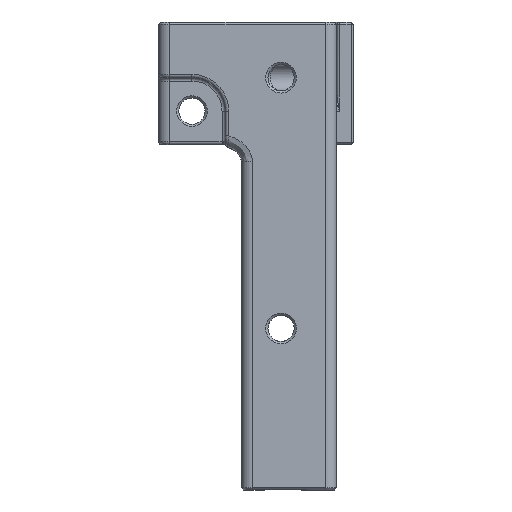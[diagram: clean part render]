
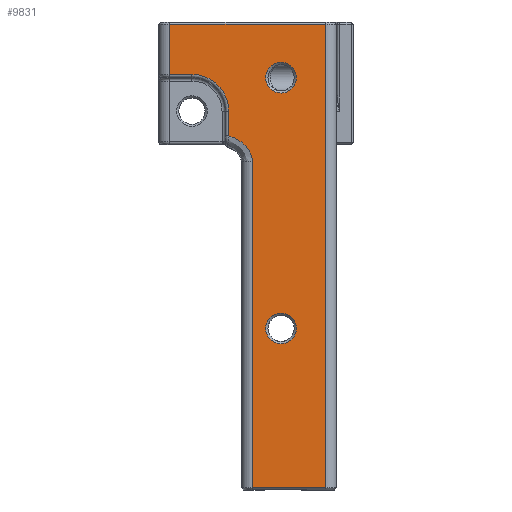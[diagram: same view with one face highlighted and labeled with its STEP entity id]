
A CAD part, front view. The second image highlights one B-rep face of the part: STEP entity #9831.
In plain terms, the highlighted face is planar.
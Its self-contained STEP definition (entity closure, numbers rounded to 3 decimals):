
#235=FACE_BOUND('',#1165,.T.);
#236=FACE_BOUND('',#1166,.T.);
#277=ELLIPSE('',#10532,7.071,5.);
#317=PLANE('',#10530);
#547=FACE_OUTER_BOUND('',#1164,.T.);
#1164=EDGE_LOOP('',(#6462,#6463,#6464,#6465,#6466,#6467,#6468,#6469,#6470));
#1165=EDGE_LOOP('',(#6471));
#1166=EDGE_LOOP('',(#6472));
#1827=CIRCLE('',#10531,6.6);
#1828=CIRCLE('',#10533,2.75);
#1829=CIRCLE('',#10534,2.75);
#2471=LINE('',#15378,#3286);
#2472=LINE('',#15380,#3287);
#2473=LINE('',#15382,#3288);
#2474=LINE('',#15384,#3289);
#2475=LINE('',#15386,#3290);
#2476=LINE('',#15388,#3291);
#2477=LINE('',#15392,#3292);
#3286=VECTOR('',#11766,58.6);
#3287=VECTOR('',#11767,13.172);
#3288=VECTOR('',#11768,83.2);
#3289=VECTOR('',#11769,28.);
#3290=VECTOR('',#11770,9.);
#3291=VECTOR('',#11771,4.);
#3292=VECTOR('',#11774,4.422);
#4117=VERTEX_POINT('',#15376);
#4118=VERTEX_POINT('',#15377);
#4119=VERTEX_POINT('',#15379);
#4120=VERTEX_POINT('',#15381);
#4121=VERTEX_POINT('',#15383);
#4122=VERTEX_POINT('',#15385);
#4123=VERTEX_POINT('',#15387);
#4124=VERTEX_POINT('',#15389);
#4125=VERTEX_POINT('',#15391);
#4126=VERTEX_POINT('',#15394);
#4127=VERTEX_POINT('',#15396);
#4992=EDGE_CURVE('',#4117,#4118,#2471,.T.);
#4993=EDGE_CURVE('',#4118,#4119,#2472,.T.);
#4994=EDGE_CURVE('',#4119,#4120,#2473,.F.);
#4995=EDGE_CURVE('',#4120,#4121,#2474,.T.);
#4996=EDGE_CURVE('',#4121,#4122,#2475,.F.);
#4997=EDGE_CURVE('',#4122,#4123,#2476,.F.);
#4998=EDGE_CURVE('',#4123,#4124,#1827,.T.);
#4999=EDGE_CURVE('',#4124,#4125,#2477,.T.);
#5000=EDGE_CURVE('',#4125,#4117,#277,.T.);
#5001=EDGE_CURVE('',#4126,#4126,#1828,.T.);
#5002=EDGE_CURVE('',#4127,#4127,#1829,.T.);
#6462=ORIENTED_EDGE('',*,*,#4992,.T.);
#6463=ORIENTED_EDGE('',*,*,#4993,.T.);
#6464=ORIENTED_EDGE('',*,*,#4994,.T.);
#6465=ORIENTED_EDGE('',*,*,#4995,.T.);
#6466=ORIENTED_EDGE('',*,*,#4996,.T.);
#6467=ORIENTED_EDGE('',*,*,#4997,.T.);
#6468=ORIENTED_EDGE('',*,*,#4998,.T.);
#6469=ORIENTED_EDGE('',*,*,#4999,.T.);
#6470=ORIENTED_EDGE('',*,*,#5000,.T.);
#6471=ORIENTED_EDGE('',*,*,#5001,.T.);
#6472=ORIENTED_EDGE('',*,*,#5002,.T.);
#9831=ADVANCED_FACE('',(#547,#235,#236),#317,.F.);
#10530=AXIS2_PLACEMENT_3D('',#15375,#11764,#11765);
#10531=AXIS2_PLACEMENT_3D('',#15390,#11772,#11773);
#10532=AXIS2_PLACEMENT_3D('',#15393,#11775,#11776);
#10533=AXIS2_PLACEMENT_3D('',#15395,#11777,#11778);
#10534=AXIS2_PLACEMENT_3D('',#15397,#11779,#11780);
#11764=DIRECTION('center_axis',(-1.,0.,0.));
#11765=DIRECTION('ref_axis',(0.,0.,1.));
#11766=DIRECTION('',(0.,-1.,0.));
#11767=DIRECTION('',(0.,0.,-1.));
#11768=DIRECTION('',(0.,-1.,0.));
#11769=DIRECTION('',(0.,0.,1.));
#11770=DIRECTION('',(0.,1.,0.));
#11771=DIRECTION('',(0.,0.,1.));
#11772=DIRECTION('center_axis',(-1.,0.,0.));
#11773=DIRECTION('ref_axis',(0.,0.,1.));
#11774=DIRECTION('',(0.,-1.,0.));
#11775=DIRECTION('center_axis',(-1.,0.,0.));
#11776=DIRECTION('ref_axis',(0.,0.,-1.));
#11777=DIRECTION('center_axis',(-1.,0.,0.));
#11778=DIRECTION('ref_axis',(0.,0.,1.));
#11779=DIRECTION('center_axis',(-1.,0.,0.));
#11780=DIRECTION('ref_axis',(0.,0.,1.));
#15375=CARTESIAN_POINT('Origin',(0.,65.,20.));
#15376=CARTESIAN_POINT('',(0.,40.,15.172));
#15377=CARTESIAN_POINT('',(0.,-18.6,15.172));
#15378=CARTESIAN_POINT('',(0.,40.,15.172));
#15379=CARTESIAN_POINT('',(0.,-18.6,2.));
#15380=CARTESIAN_POINT('',(0.,-18.6,15.172));
#15381=CARTESIAN_POINT('',(0.,64.6,2.));
#15382=CARTESIAN_POINT('',(0.,64.6,2.));
#15383=CARTESIAN_POINT('',(0.,64.6,30.));
#15384=CARTESIAN_POINT('',(0.,64.6,2.));
#15385=CARTESIAN_POINT('',(0.,55.6,30.));
#15386=CARTESIAN_POINT('',(0.,55.6,30.));
#15387=CARTESIAN_POINT('',(0.,55.6,26.));
#15388=CARTESIAN_POINT('',(0.,55.6,26.));
#15389=CARTESIAN_POINT('',(0.,49.,19.4));
#15390=CARTESIAN_POINT('Origin',(0.,49.,26.));
#15391=CARTESIAN_POINT('',(0.,44.578,19.4));
#15392=CARTESIAN_POINT('',(0.,49.,19.4));
#15393=CARTESIAN_POINT('Origin',(0.,40.,22.243));
#15394=CARTESIAN_POINT('',(0.,55.,12.75));
#15395=CARTESIAN_POINT('Origin',(0.,55.,10.));
#15396=CARTESIAN_POINT('',(0.,10.,12.75));
#15397=CARTESIAN_POINT('Origin',(0.,10.,10.));
